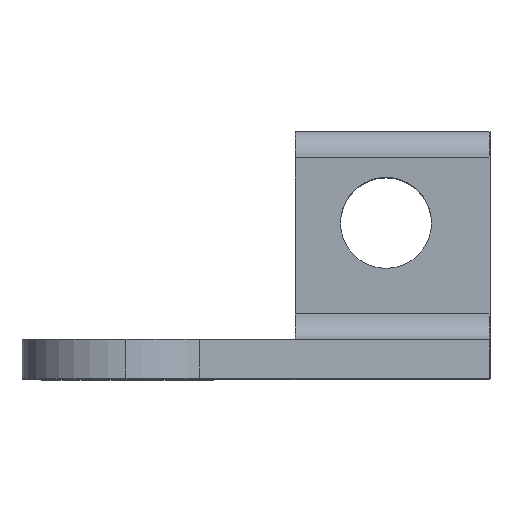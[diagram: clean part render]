
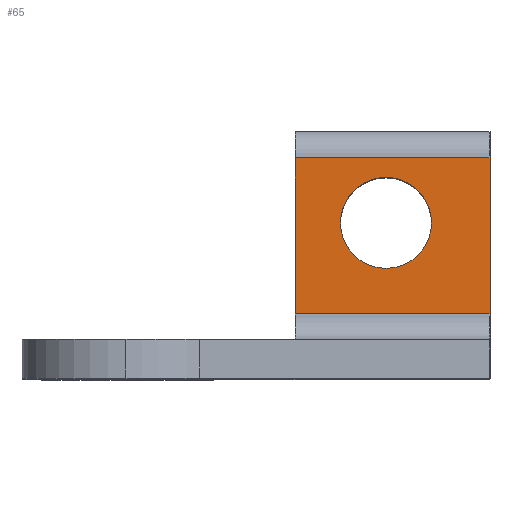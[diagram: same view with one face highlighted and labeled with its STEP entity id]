
A CAD part, top view. The second image highlights one B-rep face of the part: STEP entity #65.
In plain terms, the highlighted planar face has unit normal (0, 0, 1).
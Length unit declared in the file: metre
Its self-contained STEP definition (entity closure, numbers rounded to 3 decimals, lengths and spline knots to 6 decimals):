
#26 = CARTESIAN_POINT ( 'NONE',  ( 0.01, 0.006, 0.006 ) ) ;
#30 = LINE ( 'NONE', #1198, #1262 ) ;
#65 = ADVANCED_FACE ( 'NONE', ( #480, #1334 ), #377, .F. ) ;
#132 = VECTOR ( 'NONE', #1193, 1. ) ;
#144 = DIRECTION ( 'NONE',  ( 1., 0., 0. ) ) ;
#165 = VERTEX_POINT ( 'NONE', #593 ) ;
#235 = ORIENTED_EDGE ( 'NONE', *, *, #497, .F. ) ;
#238 = DIRECTION ( 'NONE',  ( 1., 0., 0. ) ) ;
#247 = VERTEX_POINT ( 'NONE', #508 ) ;
#257 = CARTESIAN_POINT ( 'NONE',  ( 0.014, 0.0085, 0.006 ) ) ;
#308 = EDGE_CURVE ( 'NONE', #873, #1097, #30, .T. ) ;
#312 = EDGE_CURVE ( 'NONE', #1033, #247, #1238, .T. ) ;
#339 = ORIENTED_EDGE ( 'NONE', *, *, #308, .T. ) ;
#343 = VECTOR ( 'NONE', #473, 1. ) ;
#350 = EDGE_CURVE ( 'NONE', #366, #165, #1223, .T. ) ;
#366 = VERTEX_POINT ( 'NONE', #796 ) ;
#377 = PLANE ( 'NONE',  #1349 ) ;
#387 = EDGE_CURVE ( 'NONE', #165, #1097, #583, .T. ) ;
#428 = CARTESIAN_POINT ( 'NONE',  ( 0.00825, 0.006, 0.006 ) ) ;
#438 = EDGE_LOOP ( 'NONE', ( #924, #1196, #339, #895 ) ) ;
#448 = CARTESIAN_POINT ( 'NONE',  ( 0.01, 0.006, 0.006 ) ) ;
#473 = DIRECTION ( 'NONE',  ( 0., 1., 0. ) ) ;
#480 = FACE_OUTER_BOUND ( 'NONE', #438, .T. ) ;
#489 = DIRECTION ( 'NONE',  ( -1., 0., 0. ) ) ;
#497 = EDGE_CURVE ( 'NONE', #247, #1033, #936, .T. ) ;
#508 = CARTESIAN_POINT ( 'NONE',  ( 0.01175, 0.006, 0.006 ) ) ;
#515 = EDGE_CURVE ( 'NONE', #873, #366, #1179, .T. ) ;
#568 = AXIS2_PLACEMENT_3D ( 'NONE', #448, #997, #144 ) ;
#583 = LINE ( 'NONE', #1118, #865 ) ;
#593 = CARTESIAN_POINT ( 'NONE',  ( 0.0065, 0.0085, 0.006 ) ) ;
#656 = CARTESIAN_POINT ( 'NONE',  ( 0.018, 0.0025, 0.006 ) ) ;
#746 = CARTESIAN_POINT ( 'NONE',  ( 0.014, 0.0025, 0.006 ) ) ;
#796 = CARTESIAN_POINT ( 'NONE',  ( 0.0065, 0.0025, 0.006 ) ) ;
#865 = VECTOR ( 'NONE', #1016, 1. ) ;
#873 = VERTEX_POINT ( 'NONE', #746 ) ;
#892 = DIRECTION ( 'NONE',  ( 0., 1., 0. ) ) ;
#895 = ORIENTED_EDGE ( 'NONE', *, *, #387, .F. ) ;
#903 = CARTESIAN_POINT ( 'NONE',  ( 0.018, 0.0085, 0.006 ) ) ;
#924 = ORIENTED_EDGE ( 'NONE', *, *, #350, .F. ) ;
#933 = ORIENTED_EDGE ( 'NONE', *, *, #312, .F. ) ;
#936 = CIRCLE ( 'NONE', #1157, 0.00175 ) ;
#997 = DIRECTION ( 'NONE',  ( 0., 0., 1. ) ) ;
#1016 = DIRECTION ( 'NONE',  ( 1., 0., 0. ) ) ;
#1022 = CARTESIAN_POINT ( 'NONE',  ( 0.0065, 0.0085, 0.006 ) ) ;
#1033 = VERTEX_POINT ( 'NONE', #428 ) ;
#1097 = VERTEX_POINT ( 'NONE', #257 ) ;
#1100 = EDGE_LOOP ( 'NONE', ( #235, #933 ) ) ;
#1118 = CARTESIAN_POINT ( 'NONE',  ( 0.018, 0.0085, 0.006 ) ) ;
#1120 = DIRECTION ( 'NONE',  ( 0., 0., -1. ) ) ;
#1157 = AXIS2_PLACEMENT_3D ( 'NONE', #26, #1184, #238 ) ;
#1179 = LINE ( 'NONE', #656, #132 ) ;
#1184 = DIRECTION ( 'NONE',  ( 0., 0., 1. ) ) ;
#1193 = DIRECTION ( 'NONE',  ( -1., 0., 0. ) ) ;
#1196 = ORIENTED_EDGE ( 'NONE', *, *, #515, .F. ) ;
#1198 = CARTESIAN_POINT ( 'NONE',  ( 0.014, 0.0095, 0.006 ) ) ;
#1223 = LINE ( 'NONE', #1022, #343 ) ;
#1238 = CIRCLE ( 'NONE', #568, 0.00175 ) ;
#1262 = VECTOR ( 'NONE', #892, 1. ) ;
#1334 = FACE_BOUND ( 'NONE', #1100, .T. ) ;
#1349 = AXIS2_PLACEMENT_3D ( 'NONE', #903, #1120, #489 ) ;
